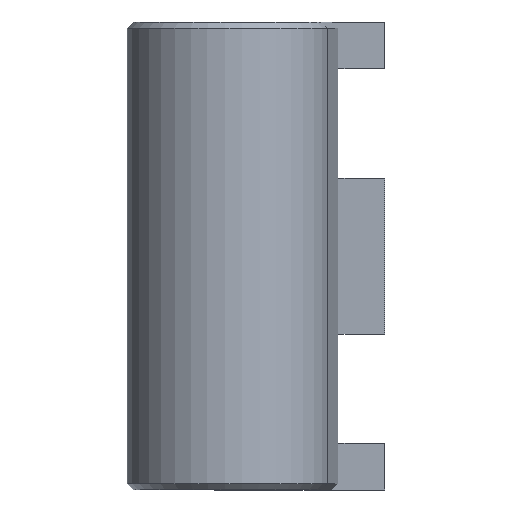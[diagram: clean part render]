
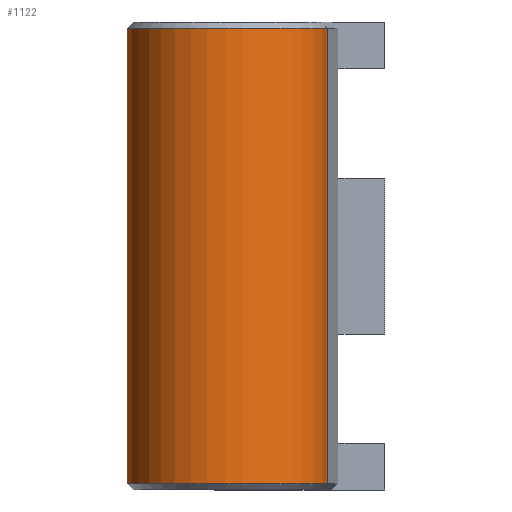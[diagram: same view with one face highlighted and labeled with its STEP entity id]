
A CAD part, front view. The second image highlights one B-rep face of the part: STEP entity #1122.
In plain terms, the highlighted cylindrical face has radius 6.5 mm (diameter 13 mm), a partial arc.
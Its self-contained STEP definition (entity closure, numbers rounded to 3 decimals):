
#25=CYLINDRICAL_SURFACE('',#1210,6.5);
#57=CIRCLE('',#1203,6.5);
#58=CIRCLE('',#1211,6.5);
#119=FACE_OUTER_BOUND('',#184,.T.);
#184=EDGE_LOOP('',(#828,#829,#830,#831));
#287=LINE('',#1780,#399);
#289=LINE('',#1788,#401);
#399=VECTOR('',#1407,10.);
#401=VECTOR('',#1415,10.);
#501=VERTEX_POINT('',#1762);
#502=VERTEX_POINT('',#1767);
#504=VERTEX_POINT('',#1779);
#507=VERTEX_POINT('',#1787);
#623=EDGE_CURVE('',#501,#502,#57,.T.);
#628=EDGE_CURVE('',#504,#502,#287,.T.);
#632=EDGE_CURVE('',#507,#501,#289,.T.);
#633=EDGE_CURVE('',#504,#507,#58,.T.);
#828=ORIENTED_EDGE('',*,*,#623,.F.);
#829=ORIENTED_EDGE('',*,*,#632,.F.);
#830=ORIENTED_EDGE('',*,*,#633,.F.);
#831=ORIENTED_EDGE('',*,*,#628,.T.);
#1122=ADVANCED_FACE('',(#119),#25,.T.);
#1203=AXIS2_PLACEMENT_3D('',#1769,#1393,#1394);
#1210=AXIS2_PLACEMENT_3D('',#1786,#1413,#1414);
#1211=AXIS2_PLACEMENT_3D('',#1789,#1416,#1417);
#1393=DIRECTION('center_axis',(0.,0.,-1.));
#1394=DIRECTION('ref_axis',(-0.976,0.22,0.));
#1407=DIRECTION('',(0.,0.,-1.));
#1413=DIRECTION('center_axis',(0.,0.,-1.));
#1414=DIRECTION('ref_axis',(-0.454,-0.891,0.));
#1415=DIRECTION('',(0.,0.,-1.));
#1416=DIRECTION('center_axis',(0.,0.,1.));
#1417=DIRECTION('ref_axis',(-0.976,0.22,0.));
#1762=CARTESIAN_POINT('',(41.641,-33.964,0.4));
#1767=CARTESIAN_POINT('',(30.418,-28.246,0.4));
#1769=CARTESIAN_POINT('Origin',(35.3,-32.537,0.4));
#1779=CARTESIAN_POINT('',(30.418,-28.246,29.6));
#1780=CARTESIAN_POINT('',(30.418,-28.246,30.));
#1786=CARTESIAN_POINT('Origin',(35.3,-32.537,30.));
#1787=CARTESIAN_POINT('',(41.641,-33.964,29.6));
#1788=CARTESIAN_POINT('',(41.641,-33.964,30.));
#1789=CARTESIAN_POINT('Origin',(35.3,-32.537,29.6));
